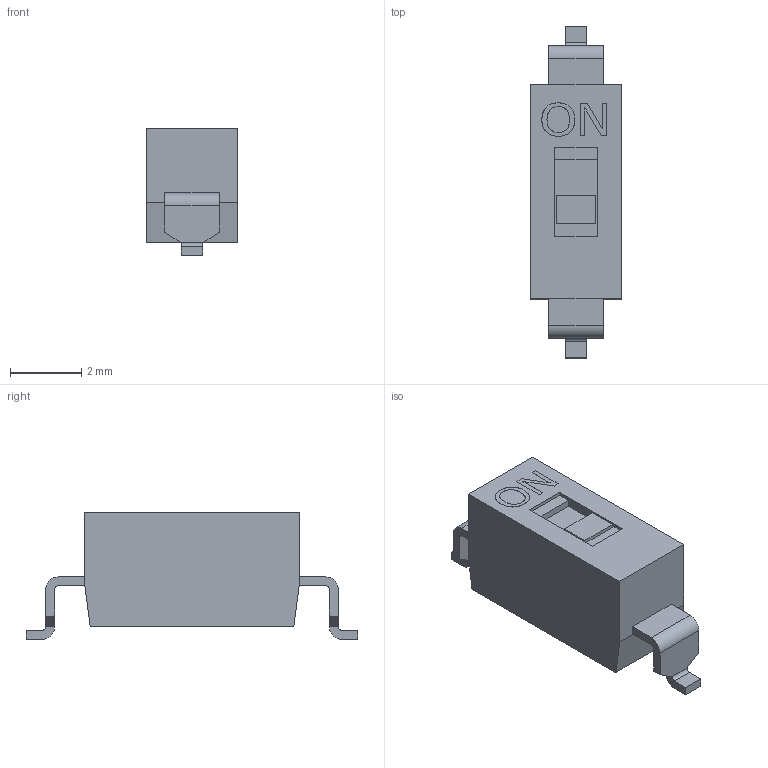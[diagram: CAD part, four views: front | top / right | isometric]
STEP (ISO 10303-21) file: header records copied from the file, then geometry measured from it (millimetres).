
FILE_DESCRIPTION((''),'2;1');
FILE_NAME('KAJ01SGGT.stp','2011-02-08T10:14:08',('blarson'),(''),'Autodesk Inventor 11','Autodesk Inventor 11','');
FILE_SCHEMA(('AUTOMOTIVE_DESIGN { 1 0 10303 214 1 1 1 1 }'));
Length unit declared in the file: millimetre
Products named in the file (4): W825373; KAJ TERM G_MIR1; KAJ 1 BODY; KAJ TERM G_MIR
Assembly tree (3 placements, depth 2):
  W825373
    KAJ TERM G_MIR1
    KAJ 1 BODY
    KAJ TERM G_MIR
Bounding box: 2.54 x 9.3 x 3.55 mm (x, y, z)
Volume: 50.4 mm3; surface area: 113.5 mm2
Topology: 3 solids, 3 shells, 96 faces, 242 edges, 158 vertices
Faces by surface type: bspline 50, plane 46
Entity records: 3176 total; most frequent: CARTESIAN_POINT 961, ORIENTED_EDGE 484, DIRECTION 336, EDGE_CURVE 242, VECTOR 198, LINE 198, VERTEX_POINT 158, EDGE_LOOP 102
